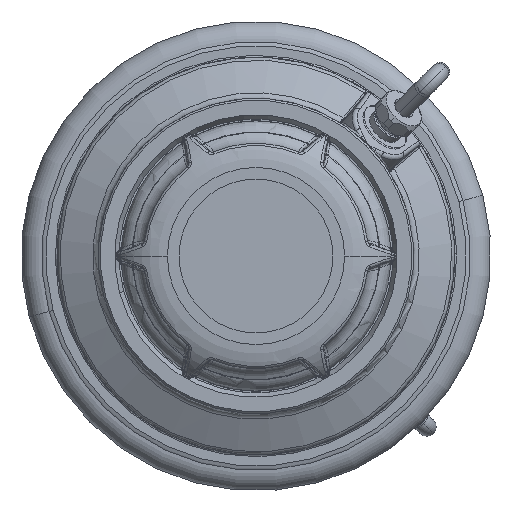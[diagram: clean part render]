
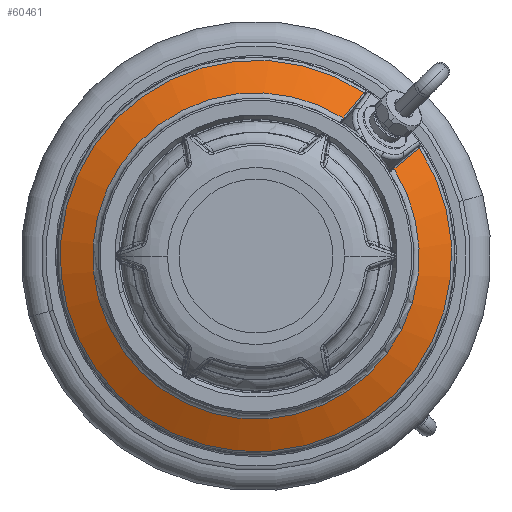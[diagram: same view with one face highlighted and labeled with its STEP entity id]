
A CAD part, front view. The second image highlights one B-rep face of the part: STEP entity #60461.
In plain terms, the highlighted spherical face has radius 108 mm.
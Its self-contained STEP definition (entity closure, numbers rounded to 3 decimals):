
#15425=CARTESIAN_POINT('',(0.,-174.73,0.));
#15426=DIRECTION('',(0.,1.,0.));
#15427=DIRECTION('',(0.845,0.,0.534));
#15428=AXIS2_PLACEMENT_3D('',#15425,#15426,#15427);
#15476=CARTESIAN_POINT('',(36.771,-174.73,
23.228));
#15477=CARTESIAN_POINT('',(37.339,-174.406,
23.71));
#15478=CARTESIAN_POINT('',(38.47,-173.74,
24.668));
#15479=CARTESIAN_POINT('',(40.151,-172.691,
26.087));
#15480=CARTESIAN_POINT('',(41.815,-171.593,
27.487));
#15481=CARTESIAN_POINT('',(42.915,-170.828,
28.407));
#15482=CARTESIAN_POINT('',(43.461,-170.437,
28.864));
#15502=CARTESIAN_POINT('',(0.,-170.437,0.));
#15503=DIRECTION('',(0.,-1.,0.));
#15504=DIRECTION('',(0.553,0.,0.833));
#15505=AXIS2_PLACEMENT_3D('',#15502,#15503,#15504);
#15563=CARTESIAN_POINT('',(43.461,-170.437,
28.864));
#18749=CARTESIAN_POINT('',(28.864,-170.437,
43.461));
#30293=CARTESIAN_POINT('',(28.864,-170.437,
43.461));
#30294=CARTESIAN_POINT('',(28.407,-170.828,
42.915));
#30295=CARTESIAN_POINT('',(27.487,-171.593,
41.815));
#30296=CARTESIAN_POINT('',(26.087,-172.691,
40.151));
#30297=CARTESIAN_POINT('',(24.668,-173.74,
38.47));
#30298=CARTESIAN_POINT('',(23.71,-174.406,
37.339));
#30299=CARTESIAN_POINT('',(23.228,-174.73,
36.771));
#39299=VERTEX_POINT('',#15563);
#39301=VERTEX_POINT('',#15476);
#39314=VERTEX_POINT('',#18749);
#39316=VERTEX_POINT('',#30299);
#60448=CARTESIAN_POINT('',(0.,-75.875,0.));
#60449=DIRECTION('',(0.,-1.,0.));
#60450=DIRECTION('',(0.966,0.,0.259));
#60451=AXIS2_PLACEMENT_3D('',#60448,#60449,#60450);
#60452=SPHERICAL_SURFACE('',#60451,108.);
#60453=ORIENTED_EDGE('',*,*,#60439,.T.);
#60455=ORIENTED_EDGE('',*,*,#60454,.F.);
#60457=ORIENTED_EDGE('',*,*,#60456,.T.);
#60458=ORIENTED_EDGE('',*,*,#60361,.F.);
#60459=EDGE_LOOP('',(#60453,#60455,#60457,#60458));
#60460=FACE_OUTER_BOUND('',#60459,.F.);
#60461=ADVANCED_FACE('',(#60460),#60452,.T.);
#15429=CIRCLE('',#15428,43.493);
#15483=B_SPLINE_CURVE_WITH_KNOTS('',3,(#15476,#15477,#15478,#15479,#15480,
#15481,#15482),.UNSPECIFIED.,.F.,.F.,(4,1,1,1,4),(0.,0.25,0.5,0.75,
1.),.UNSPECIFIED.);
#15506=CIRCLE('',#15505,52.173);
#30300=B_SPLINE_CURVE_WITH_KNOTS('',3,(#30293,#30294,#30295,#30296,#30297,
#30298,#30299),.UNSPECIFIED.,.F.,.F.,(4,1,1,1,4),(0.,0.25,0.5,0.75,
1.),.UNSPECIFIED.);
#60361=EDGE_CURVE('',#39301,#39316,#15429,.T.);
#60439=EDGE_CURVE('',#39301,#39299,#15483,.T.);
#60454=EDGE_CURVE('',#39314,#39299,#15506,.T.);
#60456=EDGE_CURVE('',#39314,#39316,#30300,.T.);
